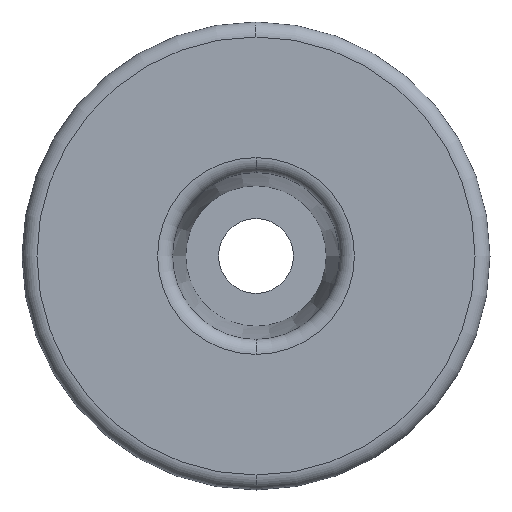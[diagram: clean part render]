
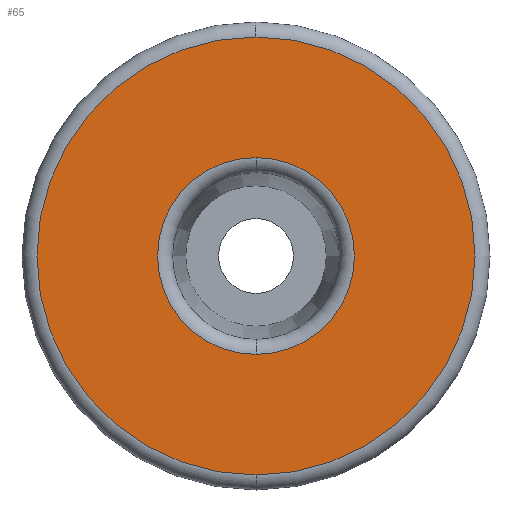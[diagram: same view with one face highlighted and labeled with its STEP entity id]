
A CAD part, front view. The second image highlights one B-rep face of the part: STEP entity #65.
In plain terms, the highlighted planar face has unit normal (0, -1, 0).
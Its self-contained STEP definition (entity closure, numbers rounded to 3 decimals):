
#65=ADVANCED_FACE('',(#134,#135),#136,.T.);
#134=FACE_OUTER_BOUND('',#207,.T.);
#135=FACE_BOUND('',#208,.T.);
#136=PLANE('',#209);
#207=EDGE_LOOP('',(#326,#327,#328));
#208=EDGE_LOOP('',(#329,#330,#331));
#209=AXIS2_PLACEMENT_3D('',#332,#333,#334);
#326=ORIENTED_EDGE('',*,*,#410,.F.);
#327=ORIENTED_EDGE('',*,*,#409,.F.);
#328=ORIENTED_EDGE('',*,*,#442,.F.);
#329=ORIENTED_EDGE('',*,*,#418,.T.);
#330=ORIENTED_EDGE('',*,*,#440,.T.);
#331=ORIENTED_EDGE('',*,*,#419,.T.);
#332=CARTESIAN_POINT('',(8.478,-8.0,0.0));
#333=DIRECTION('',(0.,-1.0,-0.0));
#334=DIRECTION('',(-1.0,0.,0.0));
#409=EDGE_CURVE('',#476,#479,#480,.T.);
#410=EDGE_CURVE('',#479,#481,#482,.T.);
#418=EDGE_CURVE('',#495,#493,#496,.T.);
#419=EDGE_CURVE('',#487,#495,#497,.T.);
#440=EDGE_CURVE('',#493,#487,#525,.T.);
#442=EDGE_CURVE('',#481,#476,#527,.T.);
#476=VERTEX_POINT('',#571);
#479=VERTEX_POINT('',#574);
#480=CIRCLE('',#575,11.7);
#481=VERTEX_POINT('',#576);
#482=CIRCLE('',#577,11.7);
#487=VERTEX_POINT('',#582);
#493=VERTEX_POINT('',#588);
#495=VERTEX_POINT('',#590);
#496=CIRCLE('',#591,5.256);
#497=CIRCLE('',#592,5.256);
#525=CIRCLE('',#624,5.256);
#527=CIRCLE('',#626,11.7);
#571=CARTESIAN_POINT('',(0.,-8.0,11.7));
#574=CARTESIAN_POINT('',(11.7,-8.0,0.0));
#575=AXIS2_PLACEMENT_3D('',#674,#675,#676);
#576=CARTESIAN_POINT('',(0.,-8.0,-11.7));
#577=AXIS2_PLACEMENT_3D('',#677,#678,#679);
#582=CARTESIAN_POINT('',(0.,-8.0,5.256));
#588=CARTESIAN_POINT('',(0.,-8.0,-5.256));
#590=CARTESIAN_POINT('',(5.256,-8.0,0.0));
#591=AXIS2_PLACEMENT_3D('',#698,#699,#700);
#592=AXIS2_PLACEMENT_3D('',#701,#702,#703);
#624=AXIS2_PLACEMENT_3D('',#735,#736,#737);
#626=AXIS2_PLACEMENT_3D('',#738,#739,#740);
#674=CARTESIAN_POINT('',(0.0,-8.0,0.0));
#675=DIRECTION('',(-0.0,1.0,0.0));
#676=DIRECTION('',(1.0,0.0,0.0));
#677=CARTESIAN_POINT('',(0.0,-8.0,0.0));
#678=DIRECTION('',(-0.0,1.0,0.0));
#679=DIRECTION('',(1.0,0.0,0.0));
#698=CARTESIAN_POINT('',(0.0,-8.0,0.0));
#699=DIRECTION('',(-0.0,1.0,0.0));
#700=DIRECTION('',(1.0,0.0,0.0));
#701=CARTESIAN_POINT('',(0.0,-8.0,0.0));
#702=DIRECTION('',(-0.0,1.0,0.0));
#703=DIRECTION('',(1.0,0.0,0.0));
#735=CARTESIAN_POINT('',(0.0,-8.0,0.0));
#736=DIRECTION('',(-0.0,1.0,0.0));
#737=DIRECTION('',(1.0,0.0,0.0));
#738=CARTESIAN_POINT('',(0.0,-8.0,0.0));
#739=DIRECTION('',(-0.0,1.0,0.0));
#740=DIRECTION('',(1.0,0.0,0.0));
